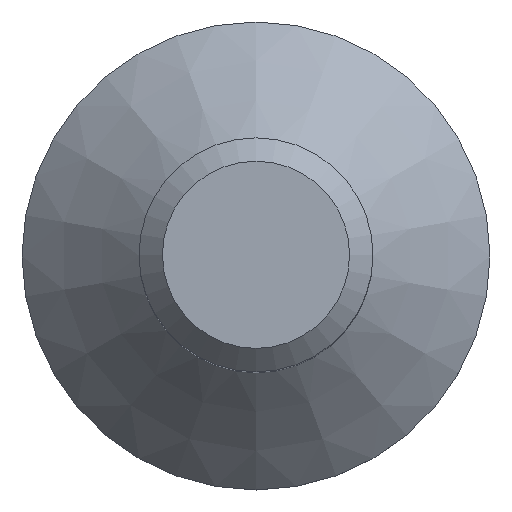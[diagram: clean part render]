
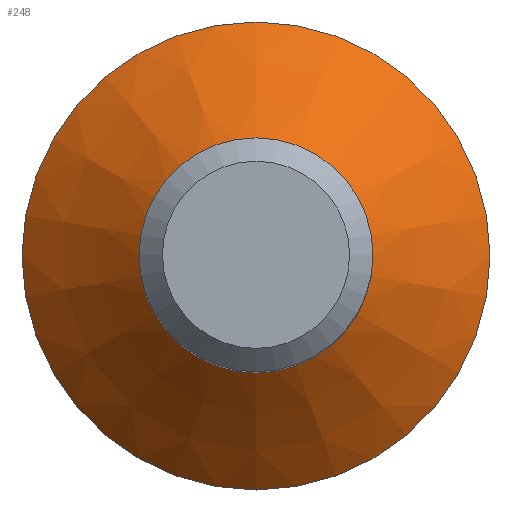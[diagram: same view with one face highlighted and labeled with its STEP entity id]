
A CAD part, top view. The second image highlights one B-rep face of the part: STEP entity #248.
In plain terms, the highlighted conical face has half-angle 45 degrees and reference radius 1 mm.
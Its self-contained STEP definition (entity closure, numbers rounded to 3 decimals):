
#37=FACE_OUTER_BOUND('',#56,.T.);
#56=EDGE_LOOP('',(#180,#181,#182,#183,#184));
#74=LINE('',#412,#90);
#90=VECTOR('',#334,1.);
#106=CIRCLE('',#281,1.);
#107=CIRCLE('',#282,1.);
#109=CIRCLE('',#287,2.);
#118=VERTEX_POINT('',#396);
#119=VERTEX_POINT('',#398);
#122=VERTEX_POINT('',#410);
#138=EDGE_CURVE('',#119,#118,#106,.T.);
#139=EDGE_CURVE('',#118,#119,#107,.T.);
#142=EDGE_CURVE('',#122,#122,#109,.T.);
#143=EDGE_CURVE('',#122,#119,#74,.T.);
#180=ORIENTED_EDGE('',*,*,#142,.F.);
#181=ORIENTED_EDGE('',*,*,#143,.T.);
#182=ORIENTED_EDGE('',*,*,#138,.T.);
#183=ORIENTED_EDGE('',*,*,#139,.T.);
#184=ORIENTED_EDGE('',*,*,#143,.F.);
#238=CONICAL_SURFACE('',#286,1.,0.785);
#248=ADVANCED_FACE('',(#37),#238,.T.);
#281=AXIS2_PLACEMENT_3D('',#399,#320,#321);
#282=AXIS2_PLACEMENT_3D('',#400,#322,#323);
#286=AXIS2_PLACEMENT_3D('',#409,#330,#331);
#287=AXIS2_PLACEMENT_3D('',#411,#332,#333);
#320=DIRECTION('center_axis',(0.,0.,-1.));
#321=DIRECTION('ref_axis',(1.,0.,0.));
#322=DIRECTION('center_axis',(0.,0.,-1.));
#323=DIRECTION('ref_axis',(1.,0.,0.));
#330=DIRECTION('center_axis',(0.,0.,
-1.));
#331=DIRECTION('ref_axis',(0.,-1.,0.));
#332=DIRECTION('center_axis',(0.,0.,
-1.));
#333=DIRECTION('ref_axis',(0.,-1.,0.));
#334=DIRECTION('',(0.,-0.707,0.707));
#396=CARTESIAN_POINT('',(-1.,0.,1.2));
#398=CARTESIAN_POINT('',(0.,1.,1.2));
#399=CARTESIAN_POINT('Origin',(0.,0.,1.2));
#400=CARTESIAN_POINT('Origin',(0.,0.,1.2));
#409=CARTESIAN_POINT('Origin',(0.,0.,1.2));
#410=CARTESIAN_POINT('',(0.,2.,0.2));
#411=CARTESIAN_POINT('Origin',(0.,0.,0.2));
#412=CARTESIAN_POINT('',(0.,1.,1.2));
